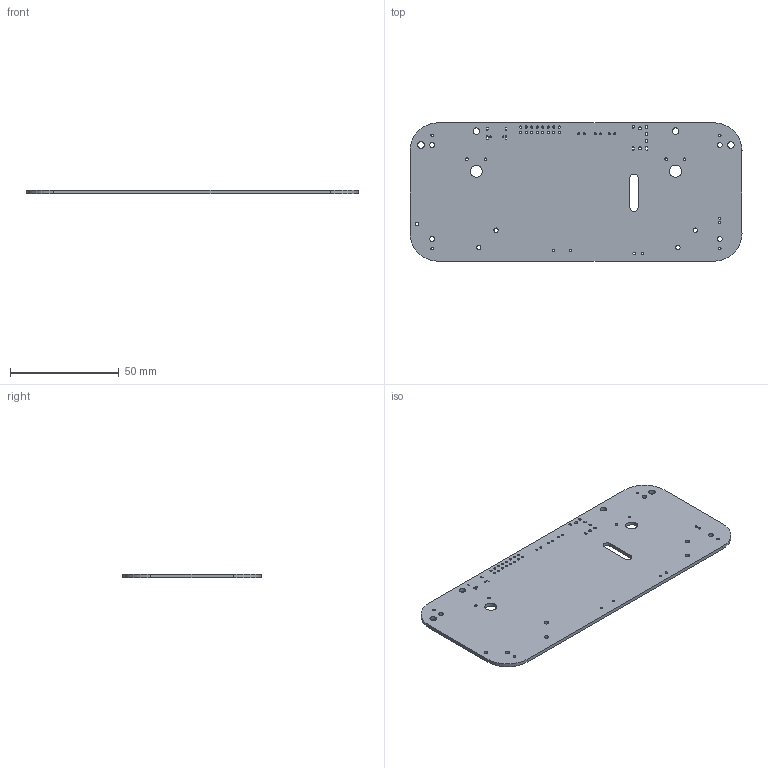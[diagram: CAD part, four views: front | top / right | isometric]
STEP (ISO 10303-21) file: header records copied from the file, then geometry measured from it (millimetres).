
FILE_DESCRIPTION(('KiCad electronic assembly'),'2;1');
FILE_NAME('krecek-0.9.step','2025-01-11T11:45:34',('Pcbnew'),('Kicad'), 'Open CASCADE STEP processor 7.6','KiCad to STEP converter','Unknown' );
FILE_SCHEMA(('AUTOMOTIVE_DESIGN { 1 0 10303 214 1 1 1 1 }'));
Length unit declared in the file: millimetre
Products named in the file (2): krecek-0.9 1; _autosave-krecek-0.9_PCB
Assembly tree (1 placements, depth 2):
  krecek-0.9 1
    _autosave-krecek-0.9_PCB
Bounding box: 152.44 x 63.5 x 1.6 mm (x, y, z)
Volume: 14925.4 mm3; surface area: 19855.5 mm2
Topology: 1 solids, 1 shells, 110 faces, 324 edges, 216 vertices
Faces by surface type: cylinder 81, plane 29
Full cylindrical faces by diameter (mm): 0.65 x2, 0.9 x6, 1 x20, 1.1 x2, 1.152 x4, 1.2 x4, 1.4 x2, 1.6 x1, 2 x4, 2.2 x4, 3 x4, 5.5 x2
Entity records: 8657 total; most frequent: CARTESIAN_POINT 2328, DIRECTION 1120, ORIENTED_EDGE 648, PCURVE 648, DEFINITIONAL_REPRESENTATION 648, LINE 568, VECTOR 568, EDGE_CURVE 324
